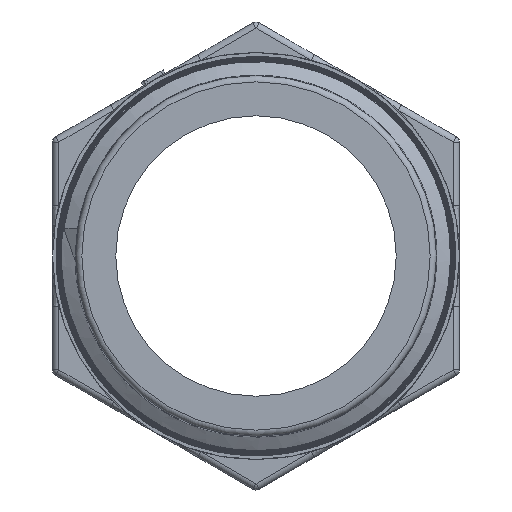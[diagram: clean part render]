
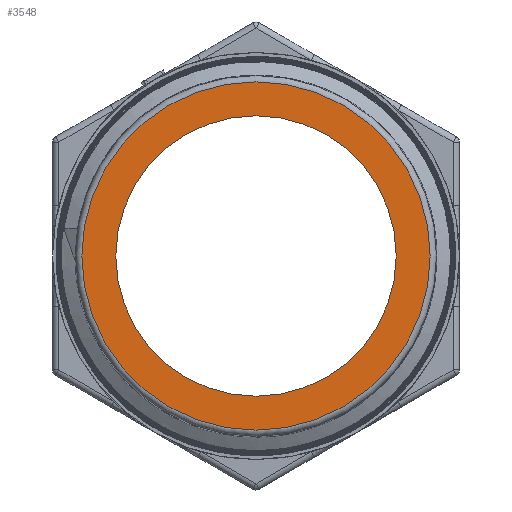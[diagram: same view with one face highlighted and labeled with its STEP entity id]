
A CAD part, left-side view. The second image highlights one B-rep face of the part: STEP entity #3548.
In plain terms, the highlighted planar face has unit normal (-1, 0, 0).
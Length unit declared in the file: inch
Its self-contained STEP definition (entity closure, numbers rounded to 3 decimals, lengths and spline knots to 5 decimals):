
#3506=CARTESIAN_POINT('',(-1.25,0.82592,0.0));
#3507=VERTEX_POINT('',#3506);
#3508=CARTESIAN_POINT('',(-1.25,0.0,0.0));
#3509=DIRECTION('',(1.0,0.0,0.0));
#3510=DIRECTION('',(0.0,-1.0,0.0));
#3511=AXIS2_PLACEMENT_3D('',#3508,#3509,#3510);
#3512=CIRCLE('',#3511,0.82592);
#3513=EDGE_CURVE('',#3507,#3507,#3512,.T.);
#3529=CARTESIAN_POINT('',(-1.25,0.76,0.0));
#3530=DIRECTION('',(-1.0,0.0,0.0));
#3531=DIRECTION('',(0.0,0.0,1.0));
#3532=AXIS2_PLACEMENT_3D('',#3529,#3530,#3531);
#3533=PLANE('',#3532);
#3534=ORIENTED_EDGE('',*,*,#3513,.F.);
#3535=EDGE_LOOP('',(#3534));
#3536=FACE_OUTER_BOUND('',#3535,.T.);
#3537=CARTESIAN_POINT('',(-1.25,0.665,0.0));
#3538=VERTEX_POINT('',#3537);
#3539=CARTESIAN_POINT('',(-1.25,0.0,0.0));
#3540=DIRECTION('',(1.0,0.0,0.0));
#3541=DIRECTION('',(0.0,1.0,0.0));
#3542=AXIS2_PLACEMENT_3D('',#3539,#3540,#3541);
#3543=CIRCLE('',#3542,0.665);
#3544=EDGE_CURVE('',#3538,#3538,#3543,.T.);
#3545=ORIENTED_EDGE('',*,*,#3544,.T.);
#3546=EDGE_LOOP('',(#3545));
#3547=FACE_BOUND('',#3546,.T.);
#3548=ADVANCED_FACE('',(#3536,#3547),#3533,.T.);
